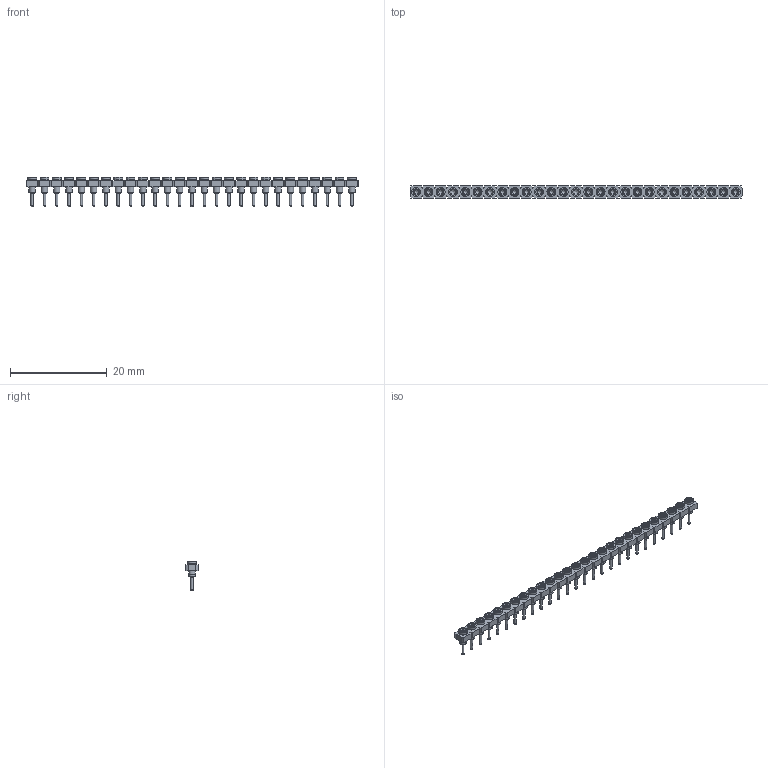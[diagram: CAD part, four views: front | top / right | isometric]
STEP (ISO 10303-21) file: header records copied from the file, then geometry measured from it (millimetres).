
FILE_DESCRIPTION(('FreeCAD Model'),'2;1');
FILE_NAME('Open CASCADE Shape Model','2025-01-11T13:37:46',(''),(''), 'Open CASCADE STEP processor 7.8','FreeCAD','Unknown');
FILE_SCHEMA(('AUTOMOTIVE_DESIGN { 1 0 10303 214 1 1 1 1 }'));
Length unit declared in the file: millimetre
Products named in the file (28): SC-4P1_pins405; SL-127_socket; SC-4P1_pins351; SC-4P1_pins352; SC-4P1_pins353; SC-4P1_pins354; SC-4P1_pins355; SC-4P1_pins356; SC-4P1_pins357; SC-4P1_pins358; SC-4P1_pins359; SC-4P1_pins360; SC-4P1_pins361; SC-4P1_pins362; SC-4P1_pins363; SC-4P1_pins364; SC-4P1_pins365; SC-4P1_pins366; SC-4P1_pins367; SC-4P1_pins368; SC-4P1_pins369; SC-4P1_pins370; SC-4P1_pins371; SC-4P1_pins372; SC-4P1_pins373; SC-4P1_pins374; SC-4P1_pins375; SC-4P1_pins376
Bounding box: 68.58 x 2.54 x 6.1 mm (x, y, z)
Volume: 259.5 mm3; surface area: 1531.7 mm2
Topology: 28 solids, 28 shells, 625 faces, 1383 edges, 895 vertices
Faces by surface type: plane 301, cylinder 189, cone 108, sphere 27
Full cylindrical faces by diameter (mm): 0.508 x27, 0.914 x27, 1.016 x27, 1.321 x81, 1.829 x27
Entity records: 17392 total; most frequent: CARTESIAN_POINT 3282, DIRECTION 2770, ORIENTED_EDGE 2658, EDGE_CURVE 1329, AXIS2_PLACEMENT_3D 1139, VERTEX_POINT 895, FACE_BOUND 814, EDGE_LOOP 814
